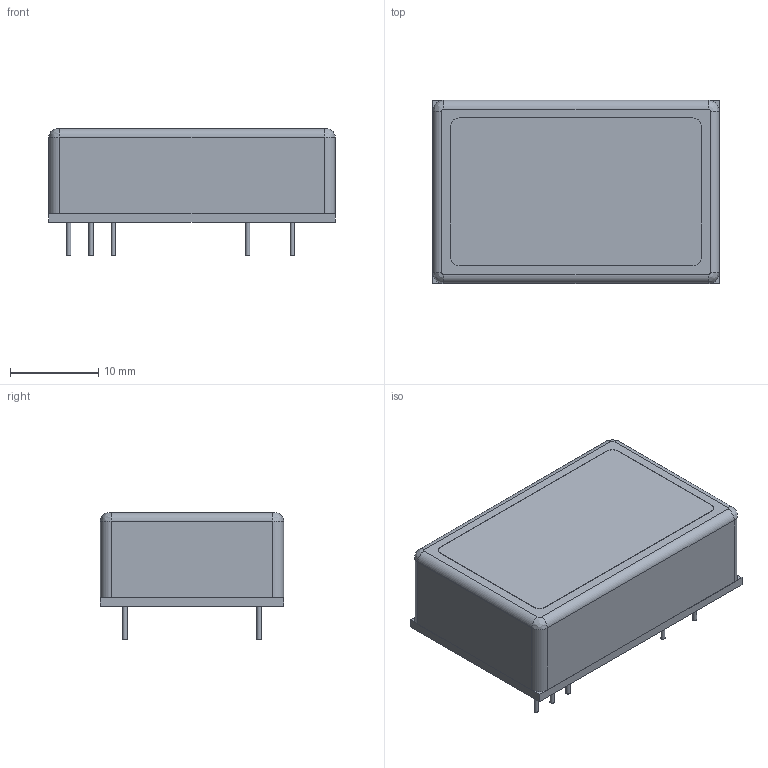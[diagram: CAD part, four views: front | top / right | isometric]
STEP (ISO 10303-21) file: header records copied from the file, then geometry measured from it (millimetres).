
FILE_DESCRIPTION(/* description */ (''),/* implementation_level */ '2;1');
FILE_NAME(/* name */ 'DCDC_TRACO_TEN8WI.stp',/* time_stamp */ '2017-07-12T08:13:44+02:00',/* author */ ('jchouvet'),/* organization */ (''),/* preprocessor_version */ 'ST-DEVELOPER v16.1',/* originating_system */ 'AutoCAD Mechanical',/* authorisation */ '');
FILE_SCHEMA (('AUTOMOTIVE_DESIGN { 1 0 10303 214 3 1 1 }'));
Length unit declared in the file: millimetre
Products named in the file (1): Product
Bounding box: 32.5 x 20.8 x 14.5 mm (x, y, z)
Volume: 7195 mm3; surface area: 4788.2 mm2
Topology: 12 solids, 12 shells, 61 faces, 103 edges, 66 vertices
Faces by surface type: plane 36, cylinder 21, bspline 4
Full cylindrical faces by diameter (mm): 0.5 x9
Entity records: 1452 total; most frequent: DIRECTION 256, CARTESIAN_POINT 254, ORIENTED_EDGE 188, AXIS2_PLACEMENT_3D 104, EDGE_CURVE 94, EDGE_LOOP 70, VERTEX_POINT 66, FACE_OUTER_BOUND 61
